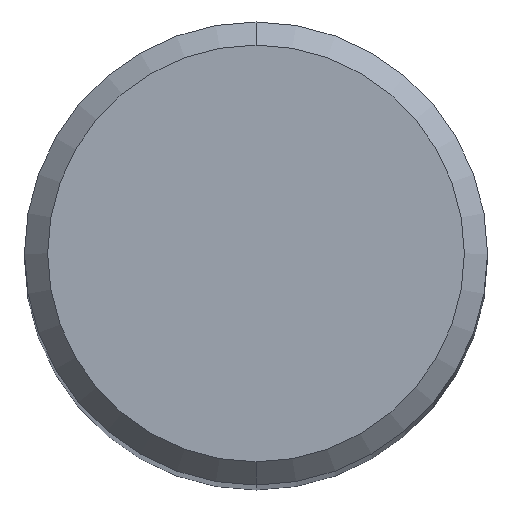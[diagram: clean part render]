
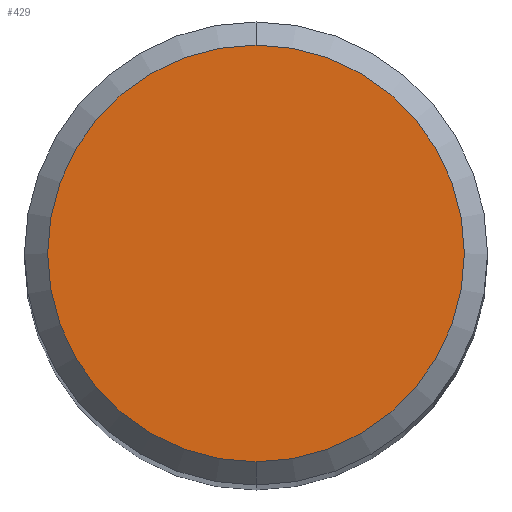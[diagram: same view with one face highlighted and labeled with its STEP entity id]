
A CAD part, top view. The second image highlights one B-rep face of the part: STEP entity #429.
In plain terms, the highlighted planar face has unit normal (0, 0, 1).
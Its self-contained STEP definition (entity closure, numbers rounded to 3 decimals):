
#347=VERTEX_POINT('',#658);
#351=EDGE_CURVE('',#347,#425,#662,.T.);
#413=EDGE_CURVE('',#425,#347,#730,.T.);
#425=VERTEX_POINT('',#742);
#429=ADVANCED_FACE('',(#746),#747,.T.);
#658=CARTESIAN_POINT('',(0.,-3.6,0.));
#662=CIRCLE('',#1195,3.6);
#730=CIRCLE('',#1302,3.6);
#742=CARTESIAN_POINT('',(0.0,3.6,0.));
#746=FACE_OUTER_BOUND('',#1348,.T.);
#747=PLANE('',#1349);
#1195=AXIS2_PLACEMENT_3D('',#1632,#1633,#1634);
#1302=AXIS2_PLACEMENT_3D('',#1705,#1706,#1707);
#1348=EDGE_LOOP('',(#1713,#1714));
#1349=AXIS2_PLACEMENT_3D('',#1715,#1716,#1717);
#1632=CARTESIAN_POINT('',(0.0,0.0,0.));
#1633=DIRECTION('',(0.0,0.0,-1.0));
#1634=DIRECTION('',(0.0,1.0,0.0));
#1705=CARTESIAN_POINT('',(0.0,0.0,0.));
#1706=DIRECTION('',(0.0,0.0,-1.0));
#1707=DIRECTION('',(0.0,1.0,0.0));
#1713=ORIENTED_EDGE('',*,*,#413,.F.);
#1714=ORIENTED_EDGE('',*,*,#351,.F.);
#1715=CARTESIAN_POINT('',(0.0,1.8,0.));
#1716=DIRECTION('',(-0.0,0.0,1.0));
#1717=DIRECTION('',(0.0,-1.0,0.0));
